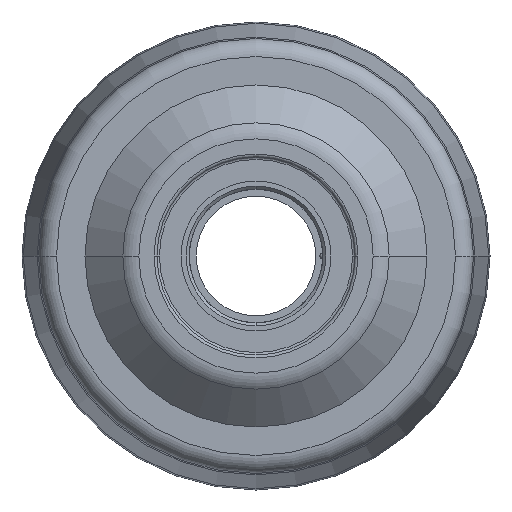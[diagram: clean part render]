
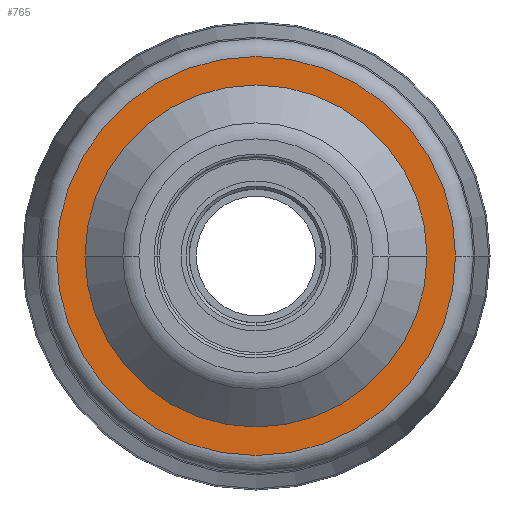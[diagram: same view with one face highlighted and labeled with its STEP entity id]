
A CAD part, left-side view. The second image highlights one B-rep face of the part: STEP entity #765.
In plain terms, the highlighted planar face has unit normal (-1, 0, 0).
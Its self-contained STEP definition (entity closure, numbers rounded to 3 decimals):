
#54 = VERTEX_POINT ( 'NONE', #102 ) ;
#60 = CARTESIAN_POINT ( 'NONE',  ( -85.8, 33.25, 0. ) ) ;
#91 = CARTESIAN_POINT ( 'NONE',  ( -85.8, 28.5, 0. ) ) ;
#102 = CARTESIAN_POINT ( 'NONE',  ( -85.8, -33.25, 0. ) ) ;
#144 = CARTESIAN_POINT ( 'NONE',  ( -85.8, 36.25, 0. ) ) ;
#281 = CARTESIAN_POINT ( 'NONE',  ( -85.8, 0., 0. ) ) ;
#316 = DIRECTION ( 'NONE',  ( -1., 0., 0. ) ) ;
#446 = DIRECTION ( 'NONE',  ( 0., 1., 0. ) ) ;
#459 = DIRECTION ( 'NONE',  ( -1., 0., 0. ) ) ;
#462 = FACE_BOUND ( 'NONE', #986, .T. ) ;
#508 = CIRCLE ( 'NONE', #2184, 28.5 ) ;
#574 = EDGE_CURVE ( 'NONE', #1407, #1736, #923, .T. ) ;
#648 = FACE_OUTER_BOUND ( 'NONE', #1035, .T. ) ;
#765 = ADVANCED_FACE ( 'NONE', ( #648, #462 ), #2275, .T. ) ;
#856 = EDGE_CURVE ( 'NONE', #2153, #54, #2385, .T. ) ;
#923 = CIRCLE ( 'NONE', #1151, 28.5 ) ;
#956 = CARTESIAN_POINT ( 'NONE',  ( -85.8, -28.5, 0. ) ) ;
#986 = EDGE_LOOP ( 'NONE', ( #1548, #1767 ) ) ;
#1020 = DIRECTION ( 'NONE',  ( 0., -1., 0. ) ) ;
#1035 = EDGE_LOOP ( 'NONE', ( #2402, #1161 ) ) ;
#1119 = DIRECTION ( 'NONE',  ( 1., 0., 0. ) ) ;
#1151 = AXIS2_PLACEMENT_3D ( 'NONE', #1287, #1119, #1852 ) ;
#1161 = ORIENTED_EDGE ( 'NONE', *, *, #856, .T. ) ;
#1287 = CARTESIAN_POINT ( 'NONE',  ( -85.8, 0., 0. ) ) ;
#1329 = CARTESIAN_POINT ( 'NONE',  ( -85.8, 0., 0. ) ) ;
#1366 = AXIS2_PLACEMENT_3D ( 'NONE', #144, #2152, #1392 ) ;
#1381 = AXIS2_PLACEMENT_3D ( 'NONE', #1423, #459, #1020 ) ;
#1392 = DIRECTION ( 'NONE',  ( 0., -1., 0. ) ) ;
#1407 = VERTEX_POINT ( 'NONE', #91 ) ;
#1423 = CARTESIAN_POINT ( 'NONE',  ( -85.8, 0., 0. ) ) ;
#1548 = ORIENTED_EDGE ( 'NONE', *, *, #574, .T. ) ;
#1570 = DIRECTION ( 'NONE',  ( 0., -1., 0. ) ) ;
#1733 = EDGE_CURVE ( 'NONE', #1736, #1407, #508, .T. ) ;
#1736 = VERTEX_POINT ( 'NONE', #956 ) ;
#1762 = CIRCLE ( 'NONE', #1381, 33.25 ) ;
#1767 = ORIENTED_EDGE ( 'NONE', *, *, #1733, .T. ) ;
#1852 = DIRECTION ( 'NONE',  ( 0., 1., 0. ) ) ;
#1944 = AXIS2_PLACEMENT_3D ( 'NONE', #281, #316, #1570 ) ;
#2056 = DIRECTION ( 'NONE',  ( 1., 0., 0. ) ) ;
#2152 = DIRECTION ( 'NONE',  ( -1., 0., 0. ) ) ;
#2153 = VERTEX_POINT ( 'NONE', #60 ) ;
#2184 = AXIS2_PLACEMENT_3D ( 'NONE', #1329, #2056, #446 ) ;
#2227 = EDGE_CURVE ( 'NONE', #54, #2153, #1762, .T. ) ;
#2275 = PLANE ( 'NONE',  #1366 ) ;
#2385 = CIRCLE ( 'NONE', #1944, 33.25 ) ;
#2402 = ORIENTED_EDGE ( 'NONE', *, *, #2227, .T. ) ;
